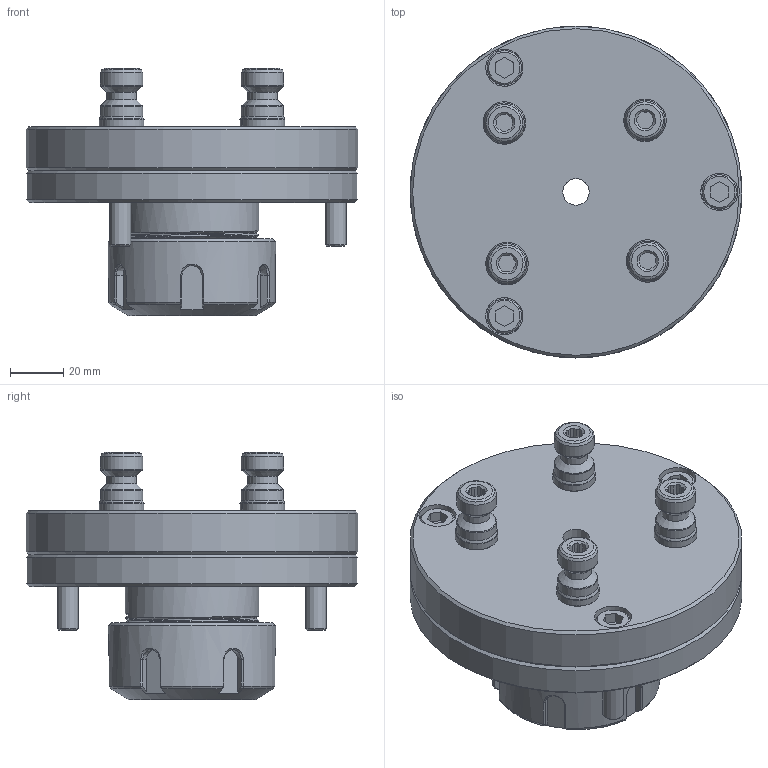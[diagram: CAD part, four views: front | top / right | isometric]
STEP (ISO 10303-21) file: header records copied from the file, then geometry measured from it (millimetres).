
FILE_DESCRIPTION(/* description */ (''),/* implementation_level */ '2;1');
FILE_NAME(/* name */ '',/* time_stamp */ '2025-01-04T19:26:48+08:00',/* author */ (''),/* organization */ (''),/* preprocessor_version */ 'ST-DEVELOPER v11',/* originating_system */ 'SIEMENS PLM Software NX 7.0',/* authorisation */ '');
FILE_SCHEMA (('CONFIG_CONTROL_DESIGN'));
Length unit declared in the file: millimetre
Products named in the file (1): AdmiB736i1tm
Bounding box: 125 x 125 x 93.09 mm (x, y, z)
Volume: 394714.4 mm3; surface area: 104005.6 mm2
Topology: 10 solids, 10 shells, 382 faces, 897 edges, 565 vertices
Faces by surface type: plane 147, cylinder 104, cone 55, torus 44, bspline 32
Full cylindrical faces by diameter (mm): 6.8 x7, 8 x3, 8.5 x11, 10 x1, 12 x8, 13 x3, 14 x7, 15 x8, 16 x4, 18 x1, 34.02 x1, 48.51 x1, 50.4 x12, 63 x1, 95 x2, 125 x2
Entity records: 12584 total; most frequent: CARTESIAN_POINT 5181, DIRECTION 1398, ORIENTED_EDGE 1328, EDGE_CURVE 664, EDGE_LOOP 588, AXIS2_PLACEMENT_3D 587, VERTEX_POINT 502, FACE_BOUND 416
